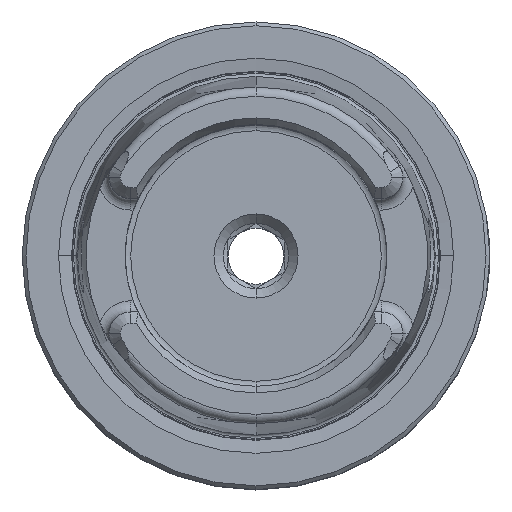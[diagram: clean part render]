
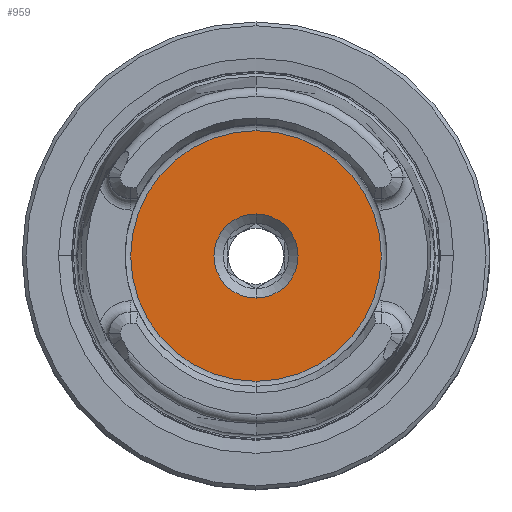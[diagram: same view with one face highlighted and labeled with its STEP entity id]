
A CAD part, top view. The second image highlights one B-rep face of the part: STEP entity #959.
In plain terms, the highlighted planar face has unit normal (0, 0, 1).
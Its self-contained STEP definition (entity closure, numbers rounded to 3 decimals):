
#914=CARTESIAN_POINT('',(0.,6.7,-6.));
#915=DIRECTION('',(0.,-0.,-1.));
#916=DIRECTION('',(0.,1.,-0.));
#917=AXIS2_PLACEMENT_3D('',#914,#915,#916);
#918=PLANE('',#917);
#919=CARTESIAN_POINT('',(0.,-2.25,-6.));
#920=VERTEX_POINT('',#919);
#921=CARTESIAN_POINT('',(0.,2.25,-6.));
#922=VERTEX_POINT('',#921);
#923=CARTESIAN_POINT('',(0.,-0.,-6.));
#924=DIRECTION('',(0.,-0.,-1.));
#925=DIRECTION('',(0.,-1.,0.));
#926=AXIS2_PLACEMENT_3D('',#923,#924,#925);
#927=CIRCLE('',#926,2.25);
#928=EDGE_CURVE('',#920,#922,#927,.T.);
#929=ORIENTED_EDGE('',*,*,#928,.T.);
#930=CARTESIAN_POINT('',(0.,-0.,-6.));
#931=DIRECTION('',(0.,-0.,-1.));
#932=DIRECTION('',(0.,-1.,0.));
#933=AXIS2_PLACEMENT_3D('',#930,#931,#932);
#934=CIRCLE('',#933,2.25);
#935=EDGE_CURVE('',#922,#920,#934,.T.);
#936=ORIENTED_EDGE('',*,*,#935,.T.);
#937=EDGE_LOOP('',(#929,#936));
#938=FACE_BOUND('',#937,.T.);
#939=CARTESIAN_POINT('',(0.,6.7,-6.));
#940=VERTEX_POINT('',#939);
#941=CARTESIAN_POINT('',(-0.,-6.7,-6.));
#942=VERTEX_POINT('',#941);
#943=CARTESIAN_POINT('',(0.,-0.,-6.));
#944=DIRECTION('',(0.,0.,1.));
#945=DIRECTION('',(0.,1.,-0.));
#946=AXIS2_PLACEMENT_3D('',#943,#944,#945);
#947=CIRCLE('',#946,6.7);
#948=EDGE_CURVE('',#940,#942,#947,.T.);
#949=ORIENTED_EDGE('',*,*,#948,.T.);
#950=CARTESIAN_POINT('',(0.,-0.,-6.));
#951=DIRECTION('',(0.,0.,1.));
#952=DIRECTION('',(0.,1.,-0.));
#953=AXIS2_PLACEMENT_3D('',#950,#951,#952);
#954=CIRCLE('',#953,6.7);
#955=EDGE_CURVE('',#942,#940,#954,.T.);
#956=ORIENTED_EDGE('',*,*,#955,.T.);
#957=EDGE_LOOP('',(#949,#956));
#958=FACE_BOUND('',#957,.T.);
#959=ADVANCED_FACE('',(#938,#958),#918,.F.);
